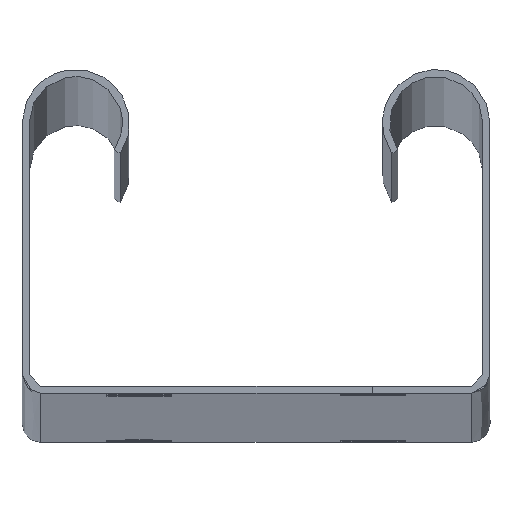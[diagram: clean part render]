
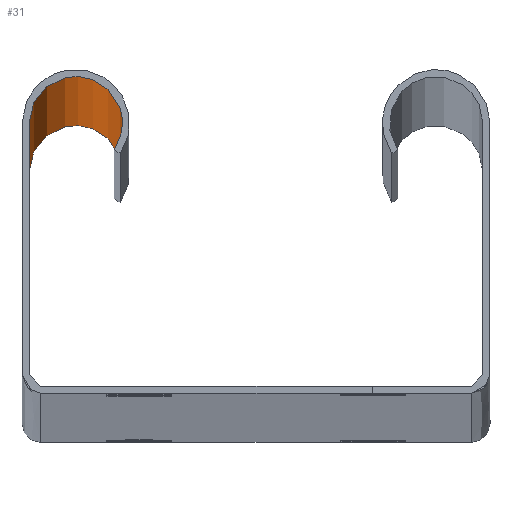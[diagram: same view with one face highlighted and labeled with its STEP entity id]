
A CAD part, top view. The second image highlights one B-rep face of the part: STEP entity #31.
In plain terms, the highlighted free-form (B-spline) face has degree [2, 1] with [9, 2] control points.
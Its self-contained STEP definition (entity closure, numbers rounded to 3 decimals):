
#31=ADVANCED_FACE('',(#217),#2494,.T.);
#217=FACE_OUTER_BOUND('',#403,.T.);
#403=EDGE_LOOP('',(#841,#842,#843,#844));
#841=ORIENTED_EDGE('',*,*,#1435,.T.);
#842=ORIENTED_EDGE('',*,*,#1341,.T.);
#843=ORIENTED_EDGE('',*,*,#1436,.F.);
#844=ORIENTED_EDGE('',*,*,#1413,.F.);
#1341=EDGE_CURVE('',#2157,#2158,#1965,.T.);
#1413=EDGE_CURVE('',#2325,#2329,#1989,.T.);
#1435=EDGE_CURVE('',#2325,#2157,#2011,.T.);
#1436=EDGE_CURVE('',#2329,#2158,#2012,.T.);
#1965=(
BOUNDED_CURVE()
B_SPLINE_CURVE(1,(#4455,#4456),.UNSPECIFIED.,.F.,.F.)
B_SPLINE_CURVE_WITH_KNOTS((2,2),(0.,3000.),.UNSPECIFIED.)
CURVE()
GEOMETRIC_REPRESENTATION_ITEM()
RATIONAL_B_SPLINE_CURVE((1.,1.))
REPRESENTATION_ITEM('')
);
#1989=(
BOUNDED_CURVE()
B_SPLINE_CURVE(1,(#4611,#4612),.UNSPECIFIED.,.F.,.F.)
B_SPLINE_CURVE_WITH_KNOTS((2,2),(0.,3000.),.UNSPECIFIED.)
CURVE()
GEOMETRIC_REPRESENTATION_ITEM()
RATIONAL_B_SPLINE_CURVE((1.,1.))
REPRESENTATION_ITEM('')
);
#2011=(
BOUNDED_CURVE()
B_SPLINE_CURVE(2,(#4709,#4710,#4711,#4712,#4713,#4714,#4715,#4716,#4717),
 .UNSPECIFIED.,.F.,.F.)
B_SPLINE_CURVE_WITH_KNOTS((3,2,2,2,3),(-433.416,-428.738,
-424.06,-419.383,-414.705),.UNSPECIFIED.)
CURVE()
GEOMETRIC_REPRESENTATION_ITEM()
RATIONAL_B_SPLINE_CURVE((1.,0.893,1.,0.893,1.,0.893,
1.,0.893,1.))
REPRESENTATION_ITEM('')
);
#2012=(
BOUNDED_CURVE()
B_SPLINE_CURVE(2,(#4718,#4719,#4720,#4721,#4722,#4723,#4724,#4725,#4726),
 .UNSPECIFIED.,.F.,.F.)
B_SPLINE_CURVE_WITH_KNOTS((3,2,2,2,3),(-433.416,-428.738,
-424.06,-419.383,-414.705),.UNSPECIFIED.)
CURVE()
GEOMETRIC_REPRESENTATION_ITEM()
RATIONAL_B_SPLINE_CURVE((1.,0.893,1.,0.893,1.,0.893,
1.,0.893,1.))
REPRESENTATION_ITEM('')
);
#2157=VERTEX_POINT('',#4183);
#2158=VERTEX_POINT('',#4184);
#2325=VERTEX_POINT('',#4351);
#2329=VERTEX_POINT('',#4355);
#2494=(
BOUNDED_SURFACE()
B_SPLINE_SURFACE(2,1,((#2820,#2821),(#2822,#2823),(#2824,#2825),(#2826,
#2827),(#2828,#2829),(#2830,#2831),(#2832,#2833),(#2834,#2835),(#2836,#2837)),
 .UNSPECIFIED.,.F.,.F.,.F.)
B_SPLINE_SURFACE_WITH_KNOTS((3,2,2,2,3),(2,2),(-433.416,-428.738,
-424.06,-419.383,-414.705),(0.,3000.),
 .UNSPECIFIED.)
GEOMETRIC_REPRESENTATION_ITEM()
RATIONAL_B_SPLINE_SURFACE(((1.,1.),(0.893,0.893),
(1.,1.),(0.893,0.893),(1.,1.),(0.893,
0.893),(1.,1.),(0.893,0.893),(1.,1.)))
REPRESENTATION_ITEM('')
SURFACE()
);
#2820=CARTESIAN_POINT('',(-15.125,25.283,3000.));
#2821=CARTESIAN_POINT('',(-15.125,25.283,0.));
#2822=CARTESIAN_POINT('',(-13.698,27.367,3000.));
#2823=CARTESIAN_POINT('',(-13.698,27.367,0.));
#2824=CARTESIAN_POINT('',(-14.528,29.752,3000.));
#2825=CARTESIAN_POINT('',(-14.528,29.752,0.));
#2826=CARTESIAN_POINT('',(-15.358,32.138,3000.));
#2827=CARTESIAN_POINT('',(-15.358,32.138,0.));
#2828=CARTESIAN_POINT('',(-17.771,32.885,3000.));
#2829=CARTESIAN_POINT('',(-17.771,32.885,0.));
#2830=CARTESIAN_POINT('',(-20.184,33.632,3000.));
#2831=CARTESIAN_POINT('',(-20.184,33.632,0.));
#2832=CARTESIAN_POINT('',(-22.217,32.133,3000.));
#2833=CARTESIAN_POINT('',(-22.217,32.133,0.));
#2834=CARTESIAN_POINT('',(-24.25,30.634,3000.));
#2835=CARTESIAN_POINT('',(-24.25,30.634,0.));
#2836=CARTESIAN_POINT('',(-24.25,28.108,3000.));
#2837=CARTESIAN_POINT('',(-24.25,28.108,0.));
#4183=CARTESIAN_POINT('',(-24.25,28.108,3000.));
#4184=CARTESIAN_POINT('',(-24.25,28.108,0.));
#4351=CARTESIAN_POINT('',(-15.125,25.283,3000.));
#4355=CARTESIAN_POINT('',(-15.125,25.283,0.));
#4455=CARTESIAN_POINT('',(-24.25,28.108,3000.));
#4456=CARTESIAN_POINT('',(-24.25,28.108,0.));
#4611=CARTESIAN_POINT('',(-15.125,25.283,3000.));
#4612=CARTESIAN_POINT('',(-15.125,25.283,0.));
#4709=CARTESIAN_POINT('',(-15.125,25.283,3000.));
#4710=CARTESIAN_POINT('',(-13.698,27.367,3000.));
#4711=CARTESIAN_POINT('',(-14.528,29.752,3000.));
#4712=CARTESIAN_POINT('',(-15.358,32.138,3000.));
#4713=CARTESIAN_POINT('',(-17.771,32.885,3000.));
#4714=CARTESIAN_POINT('',(-20.184,33.632,3000.));
#4715=CARTESIAN_POINT('',(-22.217,32.133,3000.));
#4716=CARTESIAN_POINT('',(-24.25,30.634,3000.));
#4717=CARTESIAN_POINT('',(-24.25,28.108,3000.));
#4718=CARTESIAN_POINT('',(-15.125,25.283,0.));
#4719=CARTESIAN_POINT('',(-13.698,27.367,0.));
#4720=CARTESIAN_POINT('',(-14.528,29.752,0.));
#4721=CARTESIAN_POINT('',(-15.358,32.138,0.));
#4722=CARTESIAN_POINT('',(-17.771,32.885,0.));
#4723=CARTESIAN_POINT('',(-20.184,33.632,0.));
#4724=CARTESIAN_POINT('',(-22.217,32.133,0.));
#4725=CARTESIAN_POINT('',(-24.25,30.634,0.));
#4726=CARTESIAN_POINT('',(-24.25,28.108,0.));
